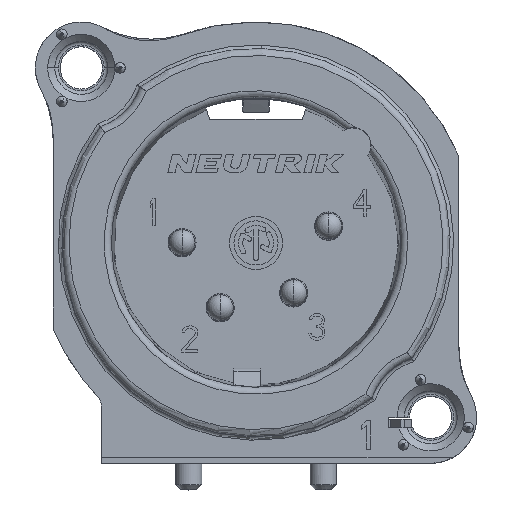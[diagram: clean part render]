
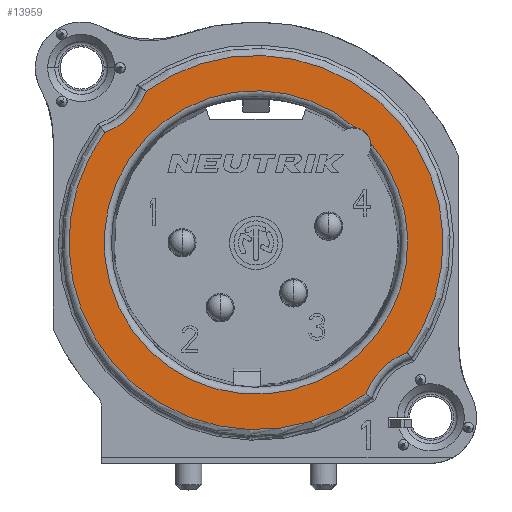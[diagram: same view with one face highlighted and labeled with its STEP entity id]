
A CAD part, top view. The second image highlights one B-rep face of the part: STEP entity #13959.
In plain terms, the highlighted planar face has unit normal (0, 0, 1).
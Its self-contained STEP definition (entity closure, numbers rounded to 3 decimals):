
#1524=CARTESIAN_POINT('',(9.9,-9.9,2.7));
#1525=DIRECTION('',(0.,0.,-1.));
#1526=DIRECTION('',(-0.94,0.34,0.));
#1527=AXIS2_PLACEMENT_3D('',#1524,#1525,#1526);
#1543=CARTESIAN_POINT('',(5.515,5.515,2.7));
#1544=DIRECTION('',(0.,0.,1.));
#1545=DIRECTION('',(0.995,0.104,0.));
#1546=AXIS2_PLACEMENT_3D('',#1543,#1544,#1545);
#1548=CARTESIAN_POINT('',(0.,0.,2.7));
#1549=DIRECTION('',(0.,0.,-1.));
#1550=DIRECTION('',(0.757,0.653,0.));
#1551=AXIS2_PLACEMENT_3D('',#1548,#1549,#1550);
#9358=CARTESIAN_POINT('',(0.,0.,2.7));
#9359=DIRECTION('',(0.,0.,-1.));
#9360=DIRECTION('',(-0.588,0.809,0.));
#9361=AXIS2_PLACEMENT_3D('',#9358,#9359,#9360);
#9372=CARTESIAN_POINT('',(-9.9,9.9,2.7));
#9373=DIRECTION('',(0.,0.,-1.));
#9374=DIRECTION('',(0.94,-0.34,0.));
#9375=AXIS2_PLACEMENT_3D('',#9372,#9373,#9374);
#9396=CARTESIAN_POINT('',(0.,0.,2.7));
#9397=DIRECTION('',(0.,0.,-1.));
#9398=DIRECTION('',(0.588,-0.809,0.));
#9399=AXIS2_PLACEMENT_3D('',#9396,#9397,#9398);
#11399=CARTESIAN_POINT('',(-6.232,8.574,2.7));
#11400=CARTESIAN_POINT('',(8.574,-6.232,2.7));
#11401=VERTEX_POINT('',#11399);
#11402=VERTEX_POINT('',#11400);
#11403=CARTESIAN_POINT('',(6.232,-8.574,2.7));
#11404=VERTEX_POINT('',#11403);
#11409=CARTESIAN_POINT('',(-8.574,6.232,2.7));
#11410=VERTEX_POINT('',#11409);
#11519=CARTESIAN_POINT('',(6.51,5.62,2.7));
#11520=CARTESIAN_POINT('',(5.62,6.51,2.7));
#11521=VERTEX_POINT('',#11519);
#11522=VERTEX_POINT('',#11520);
#13939=CARTESIAN_POINT('',(0.,0.,2.7));
#13940=DIRECTION('',(0.,0.,-1.));
#13941=DIRECTION('',(0.,-1.,0.));
#13942=AXIS2_PLACEMENT_3D('',#13939,#13940,#13941);
#13943=PLANE('',#13942);
#13945=ORIENTED_EDGE('',*,*,#13944,.T.);
#13946=ORIENTED_EDGE('',*,*,#13929,.F.);
#13948=ORIENTED_EDGE('',*,*,#13947,.T.);
#13950=ORIENTED_EDGE('',*,*,#13949,.F.);
#13951=EDGE_LOOP('',(#13945,#13946,#13948,#13950));
#13952=FACE_OUTER_BOUND('',#13951,.F.);
#13954=ORIENTED_EDGE('',*,*,#13953,.F.);
#13956=ORIENTED_EDGE('',*,*,#13955,.T.);
#13957=EDGE_LOOP('',(#13954,#13956));
#13958=FACE_BOUND('',#13957,.F.);
#13959=ADVANCED_FACE('',(#13952,#13958),#13943,.F.);
#1528=CIRCLE('',#1527,3.9);
#1547=CIRCLE('',#1546,1.);
#1552=CIRCLE('',#1551,8.6);
#9362=CIRCLE('',#9361,10.6);
#9376=CIRCLE('',#9375,3.9);
#9400=CIRCLE('',#9399,10.6);
#13929=EDGE_CURVE('',#11404,#11402,#1528,.T.);
#13944=EDGE_CURVE('',#11401,#11402,#9362,.T.);
#13947=EDGE_CURVE('',#11404,#11410,#9400,.T.);
#13949=EDGE_CURVE('',#11401,#11410,#9376,.T.);
#13953=EDGE_CURVE('',#11521,#11522,#1552,.T.);
#13955=EDGE_CURVE('',#11521,#11522,#1547,.T.);
